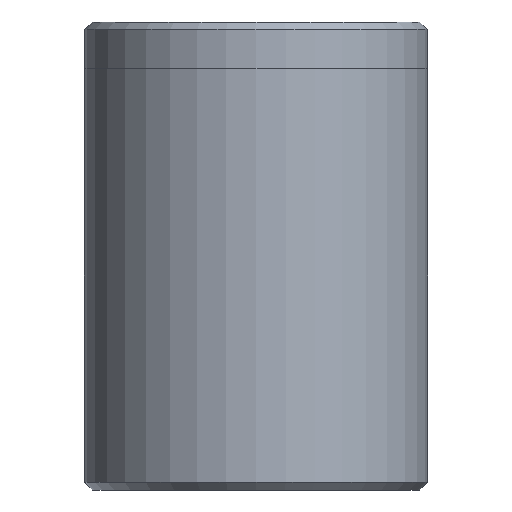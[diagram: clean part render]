
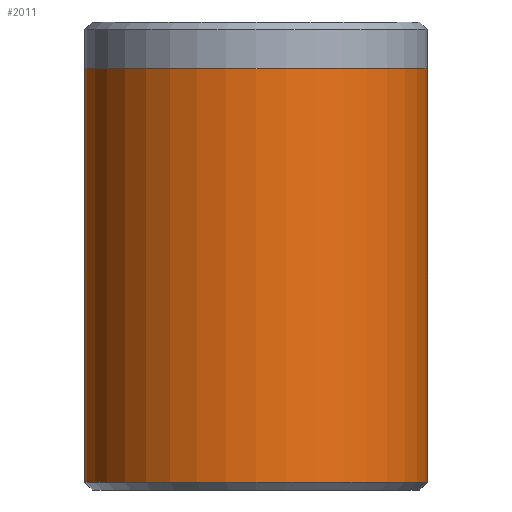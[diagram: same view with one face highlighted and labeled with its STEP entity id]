
A CAD part, front view. The second image highlights one B-rep face of the part: STEP entity #2011.
In plain terms, the highlighted cylindrical face has radius 11 mm (diameter 22 mm), a partial arc.
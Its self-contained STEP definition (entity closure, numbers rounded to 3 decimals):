
#184 = CARTESIAN_POINT ( 'NONE',  ( 11., 0., 30. ) ) ;
#199 = CYLINDRICAL_SURFACE ( 'NONE', #563, 11. ) ;
#208 = VERTEX_POINT ( 'NONE', #1877 ) ;
#284 = VERTEX_POINT ( 'NONE', #1688 ) ;
#406 = LINE ( 'NONE', #184, #1951 ) ;
#426 = CARTESIAN_POINT ( 'NONE',  ( 0., 0., 30. ) ) ;
#563 = AXIS2_PLACEMENT_3D ( 'NONE', #426, #1043, #2357 ) ;
#594 = CARTESIAN_POINT ( 'NONE',  ( -11., 0., 27. ) ) ;
#744 = VERTEX_POINT ( 'NONE', #1702 ) ;
#757 = EDGE_CURVE ( 'NONE', #208, #744, #2245, .T. ) ;
#826 = CIRCLE ( 'NONE', #2289, 11. ) ;
#841 = DIRECTION ( 'NONE',  ( 0., 0., 1. ) ) ;
#860 = LINE ( 'NONE', #1416, #1864 ) ;
#956 = EDGE_CURVE ( 'NONE', #1074, #208, #860, .T. ) ;
#1018 = ORIENTED_EDGE ( 'NONE', *, *, #956, .T. ) ;
#1043 = DIRECTION ( 'NONE',  ( 0., 0., -1. ) ) ;
#1074 = VERTEX_POINT ( 'NONE', #594 ) ;
#1218 = ORIENTED_EDGE ( 'NONE', *, *, #757, .T. ) ;
#1275 = ORIENTED_EDGE ( 'NONE', *, *, #1991, .F. ) ;
#1301 = FACE_OUTER_BOUND ( 'NONE', #1312, .T. ) ;
#1306 = DIRECTION ( 'NONE',  ( 1., 0., 0. ) ) ;
#1312 = EDGE_LOOP ( 'NONE', ( #2298, #1275, #1018, #1218 ) ) ;
#1377 = AXIS2_PLACEMENT_3D ( 'NONE', #1396, #1383, #1306 ) ;
#1383 = DIRECTION ( 'NONE',  ( 0., 0., 1. ) ) ;
#1396 = CARTESIAN_POINT ( 'NONE',  ( 0., 0., 0.5 ) ) ;
#1416 = CARTESIAN_POINT ( 'NONE',  ( -11., 0., 30. ) ) ;
#1427 = DIRECTION ( 'NONE',  ( 0., 0., -1. ) ) ;
#1452 = DIRECTION ( 'NONE',  ( 0., 0., -1. ) ) ;
#1688 = CARTESIAN_POINT ( 'NONE',  ( 11., 0., 27. ) ) ;
#1702 = CARTESIAN_POINT ( 'NONE',  ( 11., 0., 0.5 ) ) ;
#1864 = VECTOR ( 'NONE', #1452, 1000. ) ;
#1877 = CARTESIAN_POINT ( 'NONE',  ( -11., 0., 0.5 ) ) ;
#1933 = EDGE_CURVE ( 'NONE', #284, #744, #406, .T. ) ;
#1951 = VECTOR ( 'NONE', #1427, 1000. ) ;
#1991 = EDGE_CURVE ( 'NONE', #1074, #284, #826, .T. ) ;
#2011 = ADVANCED_FACE ( 'NONE', ( #1301 ), #199, .T. ) ;
#2013 = CARTESIAN_POINT ( 'NONE',  ( 0., 0., 27. ) ) ;
#2190 = DIRECTION ( 'NONE',  ( 1., 0., 0. ) ) ;
#2245 = CIRCLE ( 'NONE', #1377, 11. ) ;
#2289 = AXIS2_PLACEMENT_3D ( 'NONE', #2013, #841, #2190 ) ;
#2298 = ORIENTED_EDGE ( 'NONE', *, *, #1933, .F. ) ;
#2357 = DIRECTION ( 'NONE',  ( -1., 0., 0. ) ) ;
